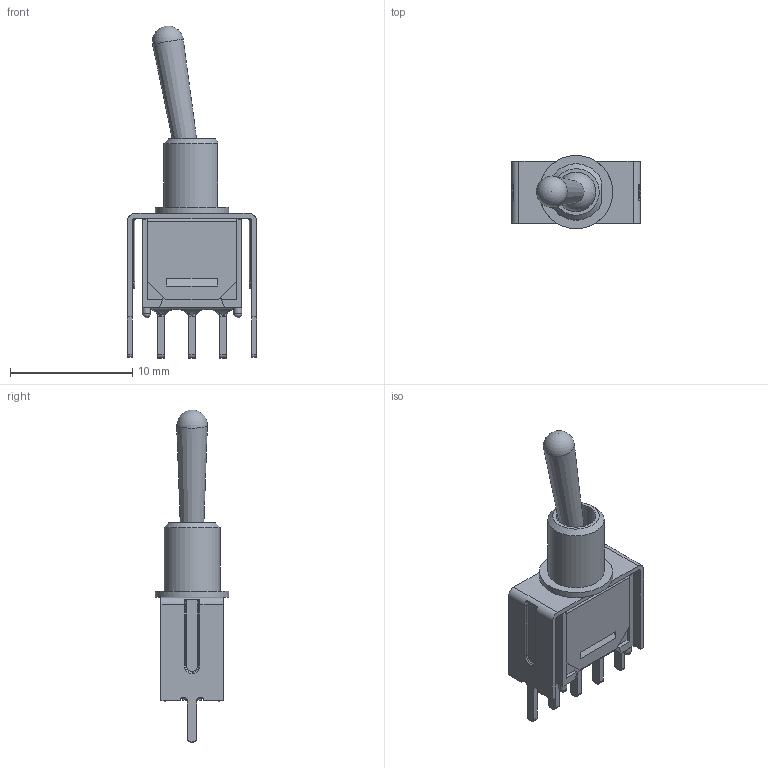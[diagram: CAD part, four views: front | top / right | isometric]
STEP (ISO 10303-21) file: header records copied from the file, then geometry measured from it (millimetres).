
FILE_DESCRIPTION((' '),'2;1');
FILE_NAME('200MSPxT1B2VS2xE.stp','2017-07-21T16:21:21',(' '),(' '),' ','ACIS',' ');
FILE_SCHEMA(('CONFIG_CONTROL_DESIGN'));
Length unit declared in the file: inch
Products named in the file (1): 200MSPxT1B2VS2xE.stp
Bounding box: 10.56 x 5.99 x 27.16 mm (x, y, z)
Volume: 343.3 mm3; surface area: 1016.3 mm2
Topology: 2 solids, 3 shells, 220 faces, 581 edges, 363 vertices
Faces by surface type: plane 123, cylinder 53, bspline 20, torus 16, sphere 6, cone 2
Full cylindrical faces by diameter (mm): 0.65 x4, 3.25 x1, 6 x1
Entity records: 9176 total; most frequent: CARTESIAN_POINT 3867, ORIENTED_EDGE 1108, DIRECTION 1026, EDGE_CURVE 554, VECTOR 356, LINE 356, VERTEX_POINT 354, AXIS2_PLACEMENT_3D 335
